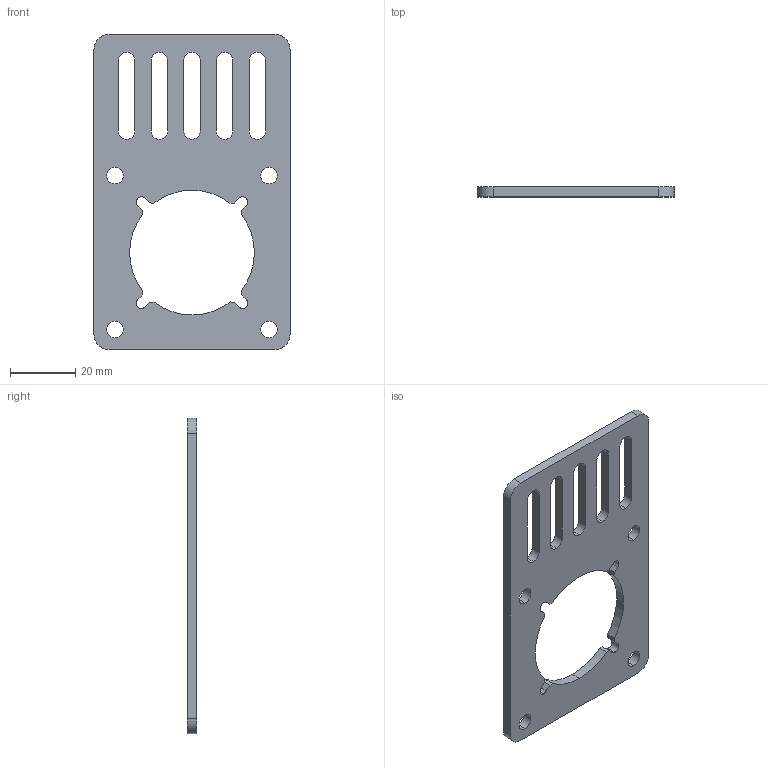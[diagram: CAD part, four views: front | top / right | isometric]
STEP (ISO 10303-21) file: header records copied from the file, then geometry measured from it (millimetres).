
FILE_DESCRIPTION (( 'STEP AP203' ), '1' );
FILE_NAME ('Motor Mount Plate Nema 23.step', '2015-07-29T19:37:47', ( '' ), ( '' ), 'SwSTEP 2.0', 'SolidWorks 2014', '' );
FILE_SCHEMA (( 'CONFIG_CONTROL_DESIGN' ));
Length unit declared in the file: millimetre
Products named in the file (1): Motor Mount Plate Nema 23
Bounding box: 60 x 3 x 96.5 mm (x, y, z)
Volume: 11515.8 mm3; surface area: 10110.4 mm2
Topology: 1 solids, 1 shells, 70 faces, 204 edges, 136 vertices
Faces by surface type: cylinder 38, plane 32
Entity records: 2461 total; most frequent: DIRECTION 422, CARTESIAN_POINT 411, ORIENTED_EDGE 408, EDGE_CURVE 204, AXIS2_PLACEMENT_3D 147, VERTEX_POINT 136, VECTOR 128, LINE 128
